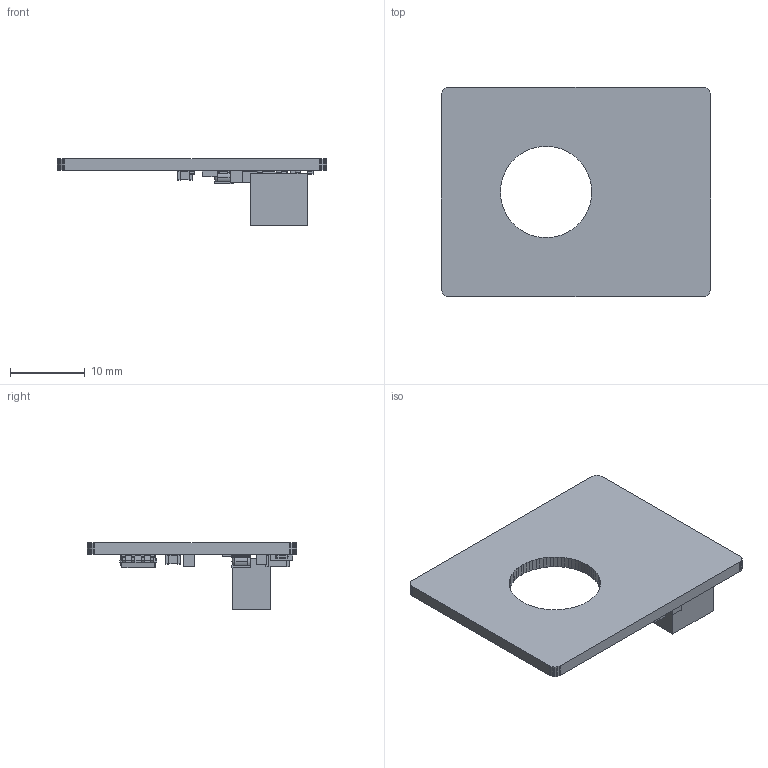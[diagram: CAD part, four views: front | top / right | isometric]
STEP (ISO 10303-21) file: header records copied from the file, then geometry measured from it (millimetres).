
FILE_DESCRIPTION(('KiCad electronic assembly'),'2;1');
FILE_NAME('pedalboard-led-ring-3D.step','2023-05-26T10:51:59',('Pcbnew') ,('Kicad'),'Open CASCADE STEP processor 7.5','KiCad to STEP converter' ,'Unknown');
FILE_SCHEMA(('AUTOMOTIVE_DESIGN { 1 0 10303 214 1 1 1 1 }'));
Length unit declared in the file: millimetre
Products named in the file (16): pedalboard-led-ring-3D 1; SOIC-8_3.9x4.9mm_P1.27mm; SOLID; LQH32CN150K53L; COMPOUND; C_1206_3216Metric; PinSocket_2x03_P2.54mm_Vertical_SMD; R_0603_1608Metric; DFN-8-1EP_2x3mm_P0.5mm_EP0.61x2.2mm; C_0805_2012Metric; tmpt7tjx7u9 PCB
Assembly tree (18 placements, depth 3):
  pedalboard-led-ring-3D 1
    SOIC-8_3.9x4.9mm_P1.27mm
      SOLID
    LQH32CN150K53L
      COMPOUND
    C_1206_3216Metric  x2
      SOLID
    PinSocket_2x03_P2.54mm_Vertical_SMD
      SOLID
    R_0603_1608Metric  x2
      SOLID
    DFN-8-1EP_2x3mm_P0.5mm_EP0.61x2.2mm
      SOLID
    C_0805_2012Metric  x2
      SOLID
    tmpt7tjx7u9 PCB
Bounding box: 36 x 28 x 8.93 mm (x, y, z)
Volume: 1726.4 mm3; surface area: 2673.2 mm2
Topology: 17 solids, 17 shells, 863 faces, 2257 edges, 1455 vertices
Faces by surface type: plane 644, cylinder 166, bspline 40, torus 9, revolution 4
Full cylindrical faces by diameter (mm): 0.4 x1, 0.6 x1
Entity records: 57516 total; most frequent: CARTESIAN_POINT 12776, DIRECTION 7496, LINE 5356, VECTOR 5356, ORIENTED_EDGE 4086, PCURVE 4086, DEFINITIONAL_REPRESENTATION 4086, EDGE_CURVE 2043
